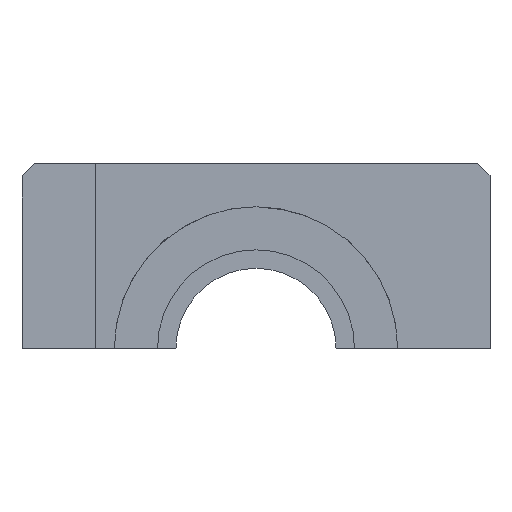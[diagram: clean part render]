
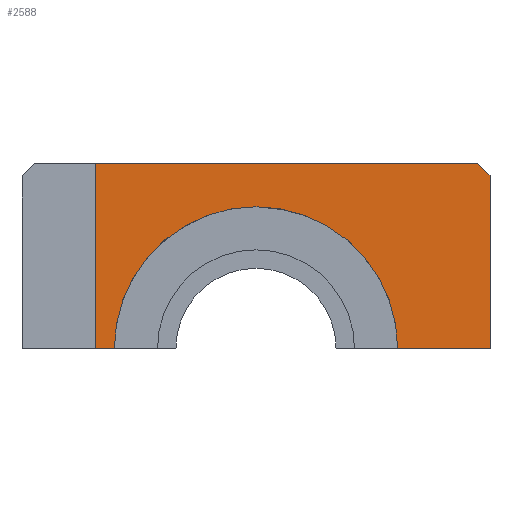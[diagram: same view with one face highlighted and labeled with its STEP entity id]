
A CAD part, front view. The second image highlights one B-rep face of the part: STEP entity #2588.
In plain terms, the highlighted planar face has unit normal (0, -1, 0).
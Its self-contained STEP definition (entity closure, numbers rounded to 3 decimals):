
#157 = PLANE('',#158);
#158 = AXIS2_PLACEMENT_3D('',#159,#160,#161);
#159 = CARTESIAN_POINT('',(-19.,9.,35.));
#160 = DIRECTION('',(0.,0.,1.));
#161 = DIRECTION('',(1.,0.,0.));
#185 = PLANE('',#186);
#186 = AXIS2_PLACEMENT_3D('',#187,#188,#189);
#187 = CARTESIAN_POINT('',(-13.,9.,5.));
#188 = DIRECTION('',(1.,0.,0.));
#189 = DIRECTION('',(0.,0.,1.));
#678 = VERTEX_POINT('',#679);
#679 = CARTESIAN_POINT('',(-13.,9.,35.));
#700 = EDGE_CURVE('',#678,#701,#703,.T.);
#701 = VERTEX_POINT('',#702);
#702 = CARTESIAN_POINT('',(18.,9.,35.));
#703 = SURFACE_CURVE('',#704,(#708,#715),.PCURVE_S1.);
#704 = LINE('',#705,#706);
#705 = CARTESIAN_POINT('',(-19.,9.,35.));
#706 = VECTOR('',#707,1.);
#707 = DIRECTION('',(1.,0.,0.));
#708 = PCURVE('',#157,#709);
#709 = DEFINITIONAL_REPRESENTATION('',(#710),#714);
#710 = LINE('',#711,#712);
#711 = CARTESIAN_POINT('',(0.,0.));
#712 = VECTOR('',#713,1.);
#713 = DIRECTION('',(1.,0.));
#714 = ( GEOMETRIC_REPRESENTATION_CONTEXT(2) 
PARAMETRIC_REPRESENTATION_CONTEXT() REPRESENTATION_CONTEXT('2D SPACE',''
  ) );
#715 = PCURVE('',#716,#721);
#716 = PLANE('',#717);
#717 = AXIS2_PLACEMENT_3D('',#718,#719,#720);
#718 = CARTESIAN_POINT('',(-19.,9.,20.));
#719 = DIRECTION('',(0.,1.,0.));
#720 = DIRECTION('',(0.,0.,1.));
#721 = DEFINITIONAL_REPRESENTATION('',(#722),#726);
#722 = LINE('',#723,#724);
#723 = CARTESIAN_POINT('',(15.,0.));
#724 = VECTOR('',#725,1.);
#725 = DIRECTION('',(0.,1.));
#726 = ( GEOMETRIC_REPRESENTATION_CONTEXT(2) 
PARAMETRIC_REPRESENTATION_CONTEXT() REPRESENTATION_CONTEXT('2D SPACE',''
  ) );
#744 = PLANE('',#745);
#745 = AXIS2_PLACEMENT_3D('',#746,#747,#748);
#746 = CARTESIAN_POINT('',(18.5,47.,34.5));
#747 = DIRECTION('',(0.707,0.,0.707));
#748 = DIRECTION('',(0.,-1.,0.));
#979 = EDGE_CURVE('',#980,#678,#982,.T.);
#980 = VERTEX_POINT('',#981);
#981 = CARTESIAN_POINT('',(-13.,9.,20.));
#982 = SURFACE_CURVE('',#983,(#987,#994),.PCURVE_S1.);
#983 = LINE('',#984,#985);
#984 = CARTESIAN_POINT('',(-13.,9.,5.));
#985 = VECTOR('',#986,1.);
#986 = DIRECTION('',(0.,0.,1.));
#987 = PCURVE('',#185,#988);
#988 = DEFINITIONAL_REPRESENTATION('',(#989),#993);
#989 = LINE('',#990,#991);
#990 = CARTESIAN_POINT('',(0.,0.));
#991 = VECTOR('',#992,1.);
#992 = DIRECTION('',(1.,0.));
#993 = ( GEOMETRIC_REPRESENTATION_CONTEXT(2) 
PARAMETRIC_REPRESENTATION_CONTEXT() REPRESENTATION_CONTEXT('2D SPACE',''
  ) );
#994 = PCURVE('',#716,#995);
#995 = DEFINITIONAL_REPRESENTATION('',(#996),#1000);
#996 = LINE('',#997,#998);
#997 = CARTESIAN_POINT('',(-15.,6.));
#998 = VECTOR('',#999,1.);
#999 = DIRECTION('',(1.,0.));
#1000 = ( GEOMETRIC_REPRESENTATION_CONTEXT(2) 
PARAMETRIC_REPRESENTATION_CONTEXT() REPRESENTATION_CONTEXT('2D SPACE',''
  ) );
#1017 = PLANE('',#1018);
#1018 = AXIS2_PLACEMENT_3D('',#1019,#1020,#1021);
#1019 = CARTESIAN_POINT('',(-19.,9.,20.));
#1020 = DIRECTION('',(0.,0.,1.));
#1021 = DIRECTION('',(1.,0.,0.));
#2588 = ADVANCED_FACE('',(#2589),#716,.F.);
#2589 = FACE_BOUND('',#2590,.F.);
#2590 = EDGE_LOOP('',(#2591,#2621,#2649,#2678,#2699,#2700,#2701));
#2591 = ORIENTED_EDGE('',*,*,#2592,.F.);
#2592 = EDGE_CURVE('',#2593,#2595,#2597,.T.);
#2593 = VERTEX_POINT('',#2594);
#2594 = CARTESIAN_POINT('',(19.,9.,20.));
#2595 = VERTEX_POINT('',#2596);
#2596 = CARTESIAN_POINT('',(19.,9.,34.));
#2597 = SURFACE_CURVE('',#2598,(#2602,#2609),.PCURVE_S1.);
#2598 = LINE('',#2599,#2600);
#2599 = CARTESIAN_POINT('',(19.,9.,20.));
#2600 = VECTOR('',#2601,1.);
#2601 = DIRECTION('',(0.,0.,1.));
#2602 = PCURVE('',#716,#2603);
#2603 = DEFINITIONAL_REPRESENTATION('',(#2604),#2608);
#2604 = LINE('',#2605,#2606);
#2605 = CARTESIAN_POINT('',(0.,38.));
#2606 = VECTOR('',#2607,1.);
#2607 = DIRECTION('',(1.,0.));
#2608 = ( GEOMETRIC_REPRESENTATION_CONTEXT(2) 
PARAMETRIC_REPRESENTATION_CONTEXT() REPRESENTATION_CONTEXT('2D SPACE',''
  ) );
#2609 = PCURVE('',#2610,#2615);
#2610 = PLANE('',#2611);
#2611 = AXIS2_PLACEMENT_3D('',#2612,#2613,#2614);
#2612 = CARTESIAN_POINT('',(19.,9.,20.));
#2613 = DIRECTION('',(1.,0.,0.));
#2614 = DIRECTION('',(0.,0.,1.));
#2615 = DEFINITIONAL_REPRESENTATION('',(#2616),#2620);
#2616 = LINE('',#2617,#2618);
#2617 = CARTESIAN_POINT('',(0.,0.));
#2618 = VECTOR('',#2619,1.);
#2619 = DIRECTION('',(1.,0.));
#2620 = ( GEOMETRIC_REPRESENTATION_CONTEXT(2) 
PARAMETRIC_REPRESENTATION_CONTEXT() REPRESENTATION_CONTEXT('2D SPACE',''
  ) );
#2621 = ORIENTED_EDGE('',*,*,#2622,.F.);
#2622 = EDGE_CURVE('',#2623,#2593,#2625,.T.);
#2623 = VERTEX_POINT('',#2624);
#2624 = CARTESIAN_POINT('',(11.5,9.,20.));
#2625 = SURFACE_CURVE('',#2626,(#2630,#2637),.PCURVE_S1.);
#2626 = LINE('',#2627,#2628);
#2627 = CARTESIAN_POINT('',(-19.,9.,20.));
#2628 = VECTOR('',#2629,1.);
#2629 = DIRECTION('',(1.,0.,0.));
#2630 = PCURVE('',#716,#2631);
#2631 = DEFINITIONAL_REPRESENTATION('',(#2632),#2636);
#2632 = LINE('',#2633,#2634);
#2633 = CARTESIAN_POINT('',(0.,0.));
#2634 = VECTOR('',#2635,1.);
#2635 = DIRECTION('',(0.,1.));
#2636 = ( GEOMETRIC_REPRESENTATION_CONTEXT(2) 
PARAMETRIC_REPRESENTATION_CONTEXT() REPRESENTATION_CONTEXT('2D SPACE',''
  ) );
#2637 = PCURVE('',#2638,#2643);
#2638 = PLANE('',#2639);
#2639 = AXIS2_PLACEMENT_3D('',#2640,#2641,#2642);
#2640 = CARTESIAN_POINT('',(-19.,9.,20.));
#2641 = DIRECTION('',(0.,0.,1.));
#2642 = DIRECTION('',(1.,0.,0.));
#2643 = DEFINITIONAL_REPRESENTATION('',(#2644),#2648);
#2644 = LINE('',#2645,#2646);
#2645 = CARTESIAN_POINT('',(0.,0.));
#2646 = VECTOR('',#2647,1.);
#2647 = DIRECTION('',(1.,0.));
#2648 = ( GEOMETRIC_REPRESENTATION_CONTEXT(2) 
PARAMETRIC_REPRESENTATION_CONTEXT() REPRESENTATION_CONTEXT('2D SPACE',''
  ) );
#2649 = ORIENTED_EDGE('',*,*,#2650,.F.);
#2650 = EDGE_CURVE('',#2651,#2623,#2653,.T.);
#2651 = VERTEX_POINT('',#2652);
#2652 = CARTESIAN_POINT('',(-11.5,9.,20.));
#2653 = SURFACE_CURVE('',#2654,(#2659,#2666),.PCURVE_S1.);
#2654 = CIRCLE('',#2655,11.5);
#2655 = AXIS2_PLACEMENT_3D('',#2656,#2657,#2658);
#2656 = CARTESIAN_POINT('',(0.,9.,20.));
#2657 = DIRECTION('',(-0.,1.,0.));
#2658 = DIRECTION('',(1.,0.,0.));
#2659 = PCURVE('',#716,#2660);
#2660 = DEFINITIONAL_REPRESENTATION('',(#2661),#2665);
#2661 = CIRCLE('',#2662,11.5);
#2662 = AXIS2_PLACEMENT_2D('',#2663,#2664);
#2663 = CARTESIAN_POINT('',(0.,19.));
#2664 = DIRECTION('',(0.,1.));
#2665 = ( GEOMETRIC_REPRESENTATION_CONTEXT(2) 
PARAMETRIC_REPRESENTATION_CONTEXT() REPRESENTATION_CONTEXT('2D SPACE',''
  ) );
#2666 = PCURVE('',#2667,#2672);
#2667 = CYLINDRICAL_SURFACE('',#2668,11.5);
#2668 = AXIS2_PLACEMENT_3D('',#2669,#2670,#2671);
#2669 = CARTESIAN_POINT('',(0.,9.,20.));
#2670 = DIRECTION('',(0.,1.,0.));
#2671 = DIRECTION('',(1.,0.,0.));
#2672 = DEFINITIONAL_REPRESENTATION('',(#2673),#2677);
#2673 = LINE('',#2674,#2675);
#2674 = CARTESIAN_POINT('',(0.,0.));
#2675 = VECTOR('',#2676,1.);
#2676 = DIRECTION('',(1.,0.));
#2677 = ( GEOMETRIC_REPRESENTATION_CONTEXT(2) 
PARAMETRIC_REPRESENTATION_CONTEXT() REPRESENTATION_CONTEXT('2D SPACE',''
  ) );
#2678 = ORIENTED_EDGE('',*,*,#2679,.F.);
#2679 = EDGE_CURVE('',#980,#2651,#2680,.T.);
#2680 = SURFACE_CURVE('',#2681,(#2685,#2692),.PCURVE_S1.);
#2681 = LINE('',#2682,#2683);
#2682 = CARTESIAN_POINT('',(-19.,9.,20.));
#2683 = VECTOR('',#2684,1.);
#2684 = DIRECTION('',(1.,0.,0.));
#2685 = PCURVE('',#716,#2686);
#2686 = DEFINITIONAL_REPRESENTATION('',(#2687),#2691);
#2687 = LINE('',#2688,#2689);
#2688 = CARTESIAN_POINT('',(0.,0.));
#2689 = VECTOR('',#2690,1.);
#2690 = DIRECTION('',(0.,1.));
#2691 = ( GEOMETRIC_REPRESENTATION_CONTEXT(2) 
PARAMETRIC_REPRESENTATION_CONTEXT() REPRESENTATION_CONTEXT('2D SPACE',''
  ) );
#2692 = PCURVE('',#1017,#2693);
#2693 = DEFINITIONAL_REPRESENTATION('',(#2694),#2698);
#2694 = LINE('',#2695,#2696);
#2695 = CARTESIAN_POINT('',(0.,0.));
#2696 = VECTOR('',#2697,1.);
#2697 = DIRECTION('',(1.,0.));
#2698 = ( GEOMETRIC_REPRESENTATION_CONTEXT(2) 
PARAMETRIC_REPRESENTATION_CONTEXT() REPRESENTATION_CONTEXT('2D SPACE',''
  ) );
#2699 = ORIENTED_EDGE('',*,*,#979,.T.);
#2700 = ORIENTED_EDGE('',*,*,#700,.T.);
#2701 = ORIENTED_EDGE('',*,*,#2702,.T.);
#2702 = EDGE_CURVE('',#701,#2595,#2703,.T.);
#2703 = SURFACE_CURVE('',#2704,(#2708,#2715),.PCURVE_S1.);
#2704 = LINE('',#2705,#2706);
#2705 = CARTESIAN_POINT('',(12.75,9.,40.25));
#2706 = VECTOR('',#2707,1.);
#2707 = DIRECTION('',(0.707,-0.,-0.707));
#2708 = PCURVE('',#716,#2709);
#2709 = DEFINITIONAL_REPRESENTATION('',(#2710),#2714);
#2710 = LINE('',#2711,#2712);
#2711 = CARTESIAN_POINT('',(20.25,31.75));
#2712 = VECTOR('',#2713,1.);
#2713 = DIRECTION('',(-0.707,0.707));
#2714 = ( GEOMETRIC_REPRESENTATION_CONTEXT(2) 
PARAMETRIC_REPRESENTATION_CONTEXT() REPRESENTATION_CONTEXT('2D SPACE',''
  ) );
#2715 = PCURVE('',#744,#2716);
#2716 = DEFINITIONAL_REPRESENTATION('',(#2717),#2721);
#2717 = LINE('',#2718,#2719);
#2718 = CARTESIAN_POINT('',(38.,-8.132));
#2719 = VECTOR('',#2720,1.);
#2720 = DIRECTION('',(0.,1.));
#2721 = ( GEOMETRIC_REPRESENTATION_CONTEXT(2) 
PARAMETRIC_REPRESENTATION_CONTEXT() REPRESENTATION_CONTEXT('2D SPACE',''
  ) );
